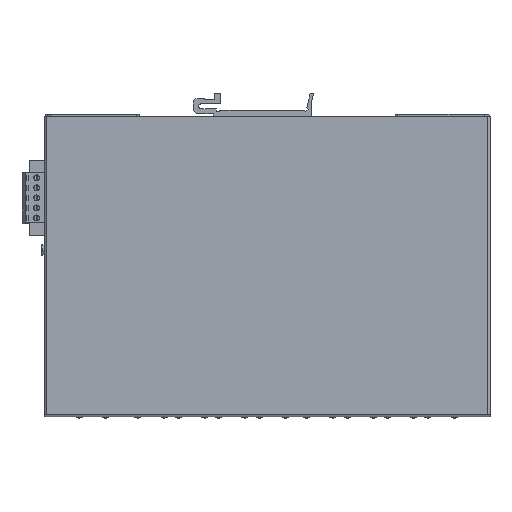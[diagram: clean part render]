
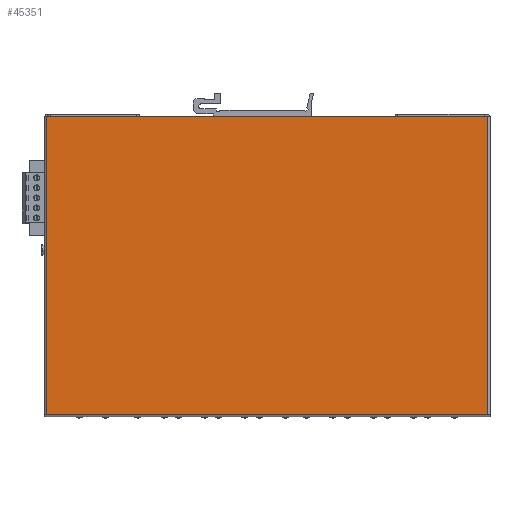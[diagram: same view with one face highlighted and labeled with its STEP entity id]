
A CAD part, top view. The second image highlights one B-rep face of the part: STEP entity #45351.
In plain terms, the highlighted planar face has unit normal (0, 0, 1).
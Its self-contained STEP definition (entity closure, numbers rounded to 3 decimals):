
#30298=DIRECTION('',(0.,1.,0.));
#30299=VECTOR('',#30298,119.1);
#30300=CARTESIAN_POINT('',(4572.985,-1211.934,45.));
#30301=LINE('',#30300,#30299);
#30328=DIRECTION('',(0.,-1.,0.));
#30329=VECTOR('',#30328,119.1);
#30330=CARTESIAN_POINT('',(4749.385,-1092.834,45.));
#30331=LINE('',#30330,#30329);
#30509=DIRECTION('',(0.,1.,0.));
#30510=VECTOR('',#30509,0.1);
#30511=CARTESIAN_POINT('',(4749.385,-1212.034,45.));
#30512=LINE('',#30511,#30510);
#30513=DIRECTION('',(0.,-1.,0.));
#30514=VECTOR('',#30513,0.1);
#30515=CARTESIAN_POINT('',(4572.985,-1211.934,45.));
#30516=LINE('',#30515,#30514);
#30517=DIRECTION('',(-1.,0.,0.));
#30518=VECTOR('',#30517,176.4);
#30519=CARTESIAN_POINT('',(4749.385,-1092.834,45.));
#30520=LINE('',#30519,#30518);
#30525=DIRECTION('',(-1.,0.,0.));
#30526=VECTOR('',#30525,176.4);
#30527=CARTESIAN_POINT('',(4749.385,-1212.034,45.));
#30528=LINE('',#30527,#30526);
#31828=CARTESIAN_POINT('',(4749.385,-1092.834,45.));
#31830=VERTEX_POINT('',#31828);
#31896=CARTESIAN_POINT('',(4749.385,-1212.034,45.));
#31897=CARTESIAN_POINT('',(4749.385,-1211.934,45.));
#31898=VERTEX_POINT('',#31896);
#31899=VERTEX_POINT('',#31897);
#32098=CARTESIAN_POINT('',(4572.985,-1092.834,45.));
#32099=VERTEX_POINT('',#32098);
#32166=CARTESIAN_POINT('',(4572.985,-1212.034,45.));
#32167=VERTEX_POINT('',#32166);
#32228=CARTESIAN_POINT('',(4572.985,-1211.934,45.));
#32229=VERTEX_POINT('',#32228);
#45336=CARTESIAN_POINT('',(4661.185,-1153.15,45.));
#45337=DIRECTION('',(0.,0.,1.));
#45338=DIRECTION('',(1.,0.,0.));
#45339=AXIS2_PLACEMENT_3D('',#45336,#45337,#45338);
#45340=PLANE('',#45339);
#45341=ORIENTED_EDGE('',*,*,#45086,.T.);
#45342=ORIENTED_EDGE('',*,*,#45326,.F.);
#45344=ORIENTED_EDGE('',*,*,#45343,.T.);
#45346=ORIENTED_EDGE('',*,*,#45345,.F.);
#45347=ORIENTED_EDGE('',*,*,#45042,.T.);
#45348=ORIENTED_EDGE('',*,*,#45057,.F.);
#45349=EDGE_LOOP('',(#45341,#45342,#45344,#45346,#45347,#45348));
#45350=FACE_OUTER_BOUND('',#45349,.F.);
#45042=EDGE_CURVE('',#32229,#32099,#30301,.T.);
#45057=EDGE_CURVE('',#31830,#32099,#30520,.T.);
#45086=EDGE_CURVE('',#31830,#31899,#30331,.T.);
#45326=EDGE_CURVE('',#31898,#31899,#30512,.T.);
#45343=EDGE_CURVE('',#31898,#32167,#30528,.T.);
#45345=EDGE_CURVE('',#32229,#32167,#30516,.T.);
#45351=ADVANCED_FACE('',(#45350),#45340,.T.);
